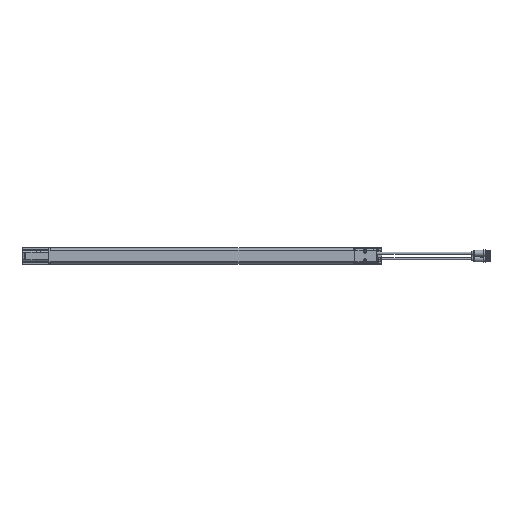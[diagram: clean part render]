
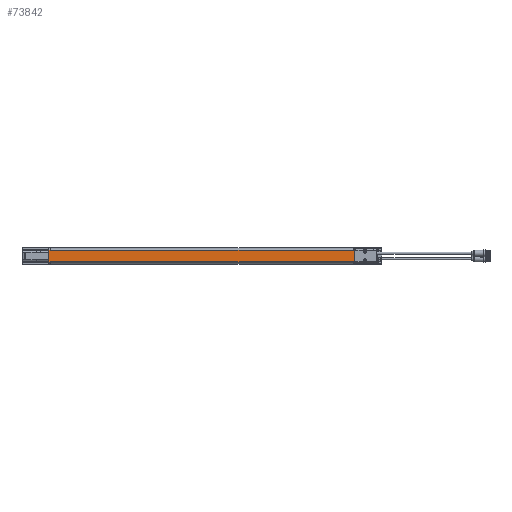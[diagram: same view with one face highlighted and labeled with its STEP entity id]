
A CAD part, left-side view. The second image highlights one B-rep face of the part: STEP entity #73842.
In plain terms, the highlighted planar face has unit normal (-1, 0, 0).
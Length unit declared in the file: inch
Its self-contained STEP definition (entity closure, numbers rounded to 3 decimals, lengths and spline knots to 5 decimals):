
#1017 = DIRECTION ( 'NONE',  ( 0., 1., 0. ) ) ;
#1137 = CARTESIAN_POINT ( 'NONE',  ( -2.99606, 12.57874, 0.467 ) ) ;
#2589 = DIRECTION ( 'NONE',  ( 0., 0., 1. ) ) ;
#4431 = CARTESIAN_POINT ( 'NONE',  ( -2.99606, -12.69842, 0.46829 ) ) ;
#5577 = CARTESIAN_POINT ( 'NONE',  ( -2.99606, 12.57874, -0.467 ) ) ;
#6051 = B_SPLINE_CURVE_WITH_KNOTS ( 'NONE', 3,
 ( #20606, #5577, #21092, #13587 ),
 .UNSPECIFIED., .F., .F.,
 ( 4, 4 ),
 ( 0.99792, 1. ),
 .UNSPECIFIED. ) ;
#6120 = LINE ( 'NONE', #83123, #18543 ) ;
#7613 = VECTOR ( 'NONE', #88349, 39.37008 ) ;
#7999 = ORIENTED_EDGE ( 'NONE', *, *, #8168, .T. ) ;
#8164 = CARTESIAN_POINT ( 'NONE',  ( -2.99606, 12.57874, 0.4683 ) ) ;
#8168 = EDGE_CURVE ( 'NONE', #31835, #14996, #6120, .T. ) ;
#8250 = ORIENTED_EDGE ( 'NONE', *, *, #95134, .T. ) ;
#8560 = CARTESIAN_POINT ( 'NONE',  ( -2.99606, -12.57874, -0.4683 ) ) ;
#9556 = LINE ( 'NONE', #25057, #13529 ) ;
#9784 = EDGE_CURVE ( 'NONE', #17951, #24922, #9556, .T. ) ;
#10339 = CARTESIAN_POINT ( 'NONE',  ( -2.99606, 12.57874, 0.4683 ) ) ;
#10516 = VECTOR ( 'NONE', #64306, 39.37008 ) ;
#10555 = AXIS2_PLACEMENT_3D ( 'NONE', #86144, #64102, #2589 ) ;
#13529 = VECTOR ( 'NONE', #55540, 39.37008 ) ;
#13587 = CARTESIAN_POINT ( 'NONE',  ( -2.99606, 12.57874, -0.4683 ) ) ;
#13977 = CARTESIAN_POINT ( 'NONE',  ( -2.99606, 12.69937, -0.31896 ) ) ;
#14996 = VERTEX_POINT ( 'NONE', #76089 ) ;
#15168 = CARTESIAN_POINT ( 'NONE',  ( -2.99606, 12.57874, 0.46635 ) ) ;
#16484 = ORIENTED_EDGE ( 'NONE', *, *, #92447, .F. ) ;
#17911 = ORIENTED_EDGE ( 'NONE', *, *, #41189, .F. ) ;
#17951 = VERTEX_POINT ( 'NONE', #71688 ) ;
#18543 = VECTOR ( 'NONE', #35126, 39.37008 ) ;
#18963 = CARTESIAN_POINT ( 'NONE',  ( -2.99606, -12.57874, 0.68898 ) ) ;
#18972 = CARTESIAN_POINT ( 'NONE',  ( -2.99606, -12.57874, -0.4683 ) ) ;
#19373 = VECTOR ( 'NONE', #63971, 39.37008 ) ;
#20280 = ORIENTED_EDGE ( 'NONE', *, *, #61289, .T. ) ;
#20606 = CARTESIAN_POINT ( 'NONE',  ( -2.99606, 12.57874, -0.46635 ) ) ;
#21092 = CARTESIAN_POINT ( 'NONE',  ( -2.99606, 12.57874, -0.46765 ) ) ;
#21513 = ORIENTED_EDGE ( 'NONE', *, *, #49907, .T. ) ;
#24515 = CARTESIAN_POINT ( 'NONE',  ( -2.99606, 117.34252, -0.46635 ) ) ;
#24922 = VERTEX_POINT ( 'NONE', #82959 ) ;
#25057 = CARTESIAN_POINT ( 'NONE',  ( -2.99606, 12.69937, -0.46829 ) ) ;
#25150 = ORIENTED_EDGE ( 'NONE', *, *, #26097, .T. ) ;
#25994 = EDGE_CURVE ( 'NONE', #67409, #47830, #83564, .T. ) ;
#26095 = PLANE ( 'NONE',  #10555 ) ;
#26097 = EDGE_CURVE ( 'NONE', #88414, #89282, #75587, .T. ) ;
#26519 = CARTESIAN_POINT ( 'NONE',  ( -2.99606, 12.57874, 0.4683 ) ) ;
#27678 = CARTESIAN_POINT ( 'NONE',  ( -2.99606, 12.69937, -0.68898 ) ) ;
#28554 = CARTESIAN_POINT ( 'NONE',  ( -2.99606, -12.69842, -0.46829 ) ) ;
#28574 = CARTESIAN_POINT ( 'NONE',  ( -2.99606, 12.69937, 0.46829 ) ) ;
#29169 = LINE ( 'NONE', #27678, #33010 ) ;
#31835 = VERTEX_POINT ( 'NONE', #39150 ) ;
#33010 = VECTOR ( 'NONE', #36689, 39.37008 ) ;
#33101 = LINE ( 'NONE', #93646, #85861 ) ;
#33811 = LINE ( 'NONE', #63831, #10516 ) ;
#34326 = LINE ( 'NONE', #80845, #7613 ) ;
#35099 = VERTEX_POINT ( 'NONE', #4431 ) ;
#35126 = DIRECTION ( 'NONE',  ( 0., 1., 0. ) ) ;
#35301 = EDGE_LOOP ( 'NONE', ( #7999, #45627, #21513, #20280, #25150, #63318, #85190, #17911, #61977, #77844, #67619, #16484, #74935, #8250 ) ) ;
#36689 = DIRECTION ( 'NONE',  ( 0., 0., -1. ) ) ;
#37227 = VERTEX_POINT ( 'NONE', #18972 ) ;
#37572 = DIRECTION ( 'NONE',  ( 0., -1., 0. ) ) ;
#38104 = CARTESIAN_POINT ( 'NONE',  ( -2.99606, -12.65853, -0.46829 ) ) ;
#39150 = CARTESIAN_POINT ( 'NONE',  ( -2.99606, -12.57874, 0.46635 ) ) ;
#41189 = EDGE_CURVE ( 'NONE', #67409, #24922, #6051, .T. ) ;
#41231 = EDGE_CURVE ( 'NONE', #35099, #66280, #69559, .T. ) ;
#41348 = CARTESIAN_POINT ( 'NONE',  ( -2.99606, 12.61895, 0.4683 ) ) ;
#45218 = CARTESIAN_POINT ( 'NONE',  ( -2.99606, 12.57874, 0.46765 ) ) ;
#45261 = CARTESIAN_POINT ( 'NONE',  ( -2.99606, -12.57874, 0.4683 ) ) ;
#45627 = ORIENTED_EDGE ( 'NONE', *, *, #88472, .F. ) ;
#47157 = VECTOR ( 'NONE', #1017, 39.37008 ) ;
#47640 = FACE_OUTER_BOUND ( 'NONE', #35301, .T. ) ;
#47830 = VERTEX_POINT ( 'NONE', #61540 ) ;
#49583 = DIRECTION ( 'NONE',  ( 0., 0., -1. ) ) ;
#49679 = CARTESIAN_POINT ( 'NONE',  ( -2.99606, 12.57874, -0.46635 ) ) ;
#49907 = EDGE_CURVE ( 'NONE', #80072, #52209, #61526, .T. ) ;
#52209 = VERTEX_POINT ( 'NONE', #28574 ) ;
#54072 = CARTESIAN_POINT ( 'NONE',  ( -2.99606, -12.69842, -0.46829 ) ) ;
#55540 = DIRECTION ( 'NONE',  ( 0., -1., 0. ) ) ;
#61289 = EDGE_CURVE ( 'NONE', #52209, #88414, #29169, .T. ) ;
#61526 = B_SPLINE_CURVE_WITH_KNOTS ( 'NONE', 3,
 ( #10339, #41348, #87856, #71864 ),
 .UNSPECIFIED., .F., .F.,
 ( 4, 4 ),
 ( 0., 1. ),
 .UNSPECIFIED. ) ;
#61540 = CARTESIAN_POINT ( 'NONE',  ( -2.99606, -12.57874, -0.46635 ) ) ;
#61977 = ORIENTED_EDGE ( 'NONE', *, *, #25994, .T. ) ;
#62958 = EDGE_CURVE ( 'NONE', #37227, #93105, #88109, .T. ) ;
#63318 = ORIENTED_EDGE ( 'NONE', *, *, #94121, .T. ) ;
#63528 = DIRECTION ( 'NONE',  ( 0., 0., -1. ) ) ;
#63831 = CARTESIAN_POINT ( 'NONE',  ( -2.99606, -12.69842, -0.60039 ) ) ;
#63971 = DIRECTION ( 'NONE',  ( 0., 0., -1. ) ) ;
#64102 = DIRECTION ( 'NONE',  ( -1., 0., 0. ) ) ;
#64306 = DIRECTION ( 'NONE',  ( 0., 0., -1. ) ) ;
#65937 = LINE ( 'NONE', #18963, #19373 ) ;
#66280 = VERTEX_POINT ( 'NONE', #45261 ) ;
#66825 = B_SPLINE_CURVE_WITH_KNOTS ( 'NONE', 3,
 ( #8164, #45218, #1137, #15168 ),
 .UNSPECIFIED., .F., .F.,
 ( 4, 4 ),
 ( 0., 0.00208 ),
 .UNSPECIFIED. ) ;
#67409 = VERTEX_POINT ( 'NONE', #49679 ) ;
#67619 = ORIENTED_EDGE ( 'NONE', *, *, #62958, .T. ) ;
#69559 = LINE ( 'NONE', #91604, #47157 ) ;
#71097 = EDGE_CURVE ( 'NONE', #47830, #37227, #65937, .T. ) ;
#71688 = CARTESIAN_POINT ( 'NONE',  ( -2.99606, 12.69937, -0.46829 ) ) ;
#71864 = CARTESIAN_POINT ( 'NONE',  ( -2.99606, 12.69937, 0.46829 ) ) ;
#72493 = CARTESIAN_POINT ( 'NONE',  ( -2.99606, 12.69937, -0.68898 ) ) ;
#73742 = CARTESIAN_POINT ( 'NONE',  ( -2.99606, 12.69937, 0.31896 ) ) ;
#73842 = ADVANCED_FACE ( 'NONE', ( #47640 ), #26095, .T. ) ;
#74935 = ORIENTED_EDGE ( 'NONE', *, *, #41231, .T. ) ;
#75587 = LINE ( 'NONE', #72493, #93904 ) ;
#76089 = CARTESIAN_POINT ( 'NONE',  ( -2.99606, 12.57874, 0.46635 ) ) ;
#77844 = ORIENTED_EDGE ( 'NONE', *, *, #71097, .T. ) ;
#80072 = VERTEX_POINT ( 'NONE', #26519 ) ;
#80845 = CARTESIAN_POINT ( 'NONE',  ( -2.99606, -12.57874, 0.68898 ) ) ;
#82959 = CARTESIAN_POINT ( 'NONE',  ( -2.99606, 12.57874, -0.4683 ) ) ;
#83123 = CARTESIAN_POINT ( 'NONE',  ( -2.99606, 117.34252, 0.46635 ) ) ;
#83564 = LINE ( 'NONE', #24515, #97126 ) ;
#85190 = ORIENTED_EDGE ( 'NONE', *, *, #9784, .T. ) ;
#85861 = VECTOR ( 'NONE', #49583, 39.37008 ) ;
#86144 = CARTESIAN_POINT ( 'NONE',  ( -2.99606, 117.34252, 0. ) ) ;
#87856 = CARTESIAN_POINT ( 'NONE',  ( -2.99606, 12.65916, 0.46829 ) ) ;
#88109 = B_SPLINE_CURVE_WITH_KNOTS ( 'NONE', 3,
 ( #8560, #92603, #38104, #54072 ),
 .UNSPECIFIED., .F., .F.,
 ( 4, 4 ),
 ( 0., 1. ),
 .UNSPECIFIED. ) ;
#88349 = DIRECTION ( 'NONE',  ( 0., 0., -1. ) ) ;
#88414 = VERTEX_POINT ( 'NONE', #73742 ) ;
#88472 = EDGE_CURVE ( 'NONE', #80072, #14996, #66825, .T. ) ;
#89282 = VERTEX_POINT ( 'NONE', #13977 ) ;
#91604 = CARTESIAN_POINT ( 'NONE',  ( -2.99606, -12.69842, 0.46829 ) ) ;
#92447 = EDGE_CURVE ( 'NONE', #35099, #93105, #33811, .T. ) ;
#92603 = CARTESIAN_POINT ( 'NONE',  ( -2.99606, -12.61863, -0.4683 ) ) ;
#93105 = VERTEX_POINT ( 'NONE', #28554 ) ;
#93646 = CARTESIAN_POINT ( 'NONE',  ( -2.99606, 12.69937, -0.68898 ) ) ;
#93904 = VECTOR ( 'NONE', #63528, 39.37008 ) ;
#94121 = EDGE_CURVE ( 'NONE', #89282, #17951, #33101, .T. ) ;
#95134 = EDGE_CURVE ( 'NONE', #66280, #31835, #34326, .T. ) ;
#97126 = VECTOR ( 'NONE', #37572, 39.37008 ) ;
